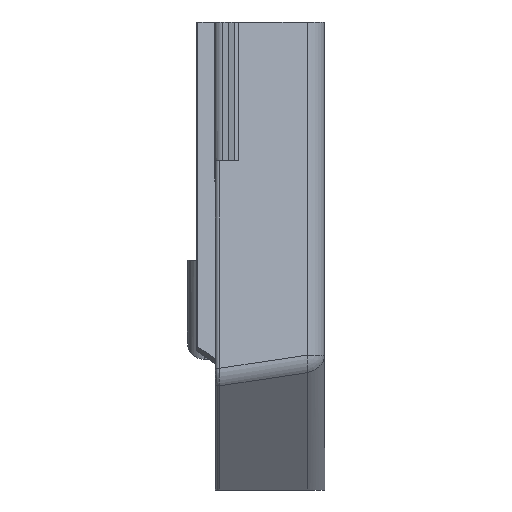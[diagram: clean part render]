
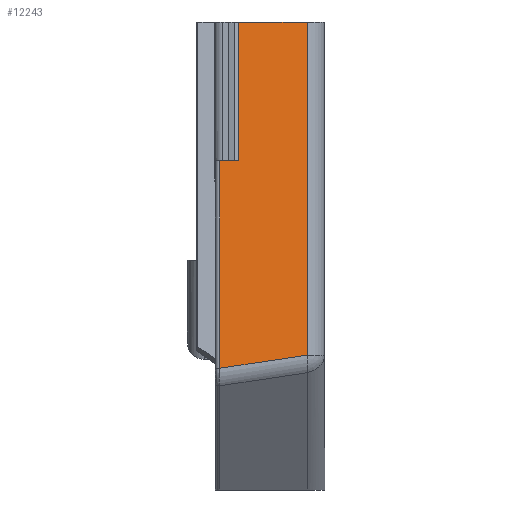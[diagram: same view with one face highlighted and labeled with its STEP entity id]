
A CAD part, left-side view. The second image highlights one B-rep face of the part: STEP entity #12243.
In plain terms, the highlighted planar face has unit normal (-0.94, -0.342, 0).
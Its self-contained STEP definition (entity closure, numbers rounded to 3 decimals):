
#331 = PLANE('',#332);
#332 = AXIS2_PLACEMENT_3D('',#333,#334,#335);
#333 = CARTESIAN_POINT('',(-73.125,-22.879,
    0.));
#334 = DIRECTION('',(0.,0.,1.));
#335 = DIRECTION('',(0.,1.,0.));
#5288 = CYLINDRICAL_SURFACE('',#5289,8.);
#5289 = AXIS2_PLACEMENT_3D('',#5290,#5291,#5292);
#5290 = CARTESIAN_POINT('',(-73.887,-25.5,0.));
#5291 = DIRECTION('',(0.,0.,-1.));
#5292 = DIRECTION('',(-0.94,-0.342,0.
    ));
#6391 = PLANE('',#6392);
#6392 = AXIS2_PLACEMENT_3D('',#6393,#6394,#6395);
#6393 = CARTESIAN_POINT('',(-47.5,-1.5,-42.));
#6394 = DIRECTION('',(-0.,-0.,-1.));
#6395 = DIRECTION('',(-1.,0.,0.));
#6418 = CYLINDRICAL_SURFACE('',#6419,1.);
#6419 = AXIS2_PLACEMENT_3D('',#6420,#6421,#6422);
#6420 = CARTESIAN_POINT('',(-90.072,-1.5,0.));
#6421 = DIRECTION('',(0.,0.,-1.));
#6422 = DIRECTION('',(0.,1.,0.));
#7722 = CYLINDRICAL_SURFACE('',#7723,8.);
#7723 = AXIS2_PLACEMENT_3D('',#7724,#7725,#7726);
#7724 = CARTESIAN_POINT('',(-84.13,2.643,
    -104.947));
#7725 = DIRECTION('',(0.339,-0.93,0.14));
#7726 = DIRECTION('',(-0.94,-0.342,0.
    ));
#9061 = VERTEX_POINT('',#9062);
#9062 = CARTESIAN_POINT('',(-81.405,-28.236,
    0.));
#9086 = VERTEX_POINT('',#9087);
#9087 = CARTESIAN_POINT('',(-81.405,-28.236,
    -100.705));
#9109 = EDGE_CURVE('',#9061,#9086,#9110,.T.);
#9110 = SURFACE_CURVE('',#9111,(#9115,#9122),.PCURVE_S1.);
#9111 = LINE('',#9112,#9113);
#9112 = CARTESIAN_POINT('',(-81.405,-28.236,
    0.));
#9113 = VECTOR('',#9114,1.);
#9114 = DIRECTION('',(0.,0.,-1.));
#9115 = PCURVE('',#5288,#9116);
#9116 = DEFINITIONAL_REPRESENTATION('',(#9117),#9121);
#9117 = LINE('',#9118,#9119);
#9118 = CARTESIAN_POINT('',(-0.,0.));
#9119 = VECTOR('',#9120,1.);
#9120 = DIRECTION('',(-0.,1.));
#9121 = ( GEOMETRIC_REPRESENTATION_CONTEXT(2) 
PARAMETRIC_REPRESENTATION_CONTEXT() REPRESENTATION_CONTEXT('2D SPACE',''
  ) );
#9122 = PCURVE('',#9123,#9128);
#9123 = PLANE('',#9124);
#9124 = AXIS2_PLACEMENT_3D('',#9125,#9126,#9127);
#9125 = CARTESIAN_POINT('',(-91.5,-0.5,0.));
#9126 = DIRECTION('',(-0.94,-0.342,0.
    ));
#9127 = DIRECTION('',(0.,0.,1.));
#9128 = DEFINITIONAL_REPRESENTATION('',(#9129),#9133);
#9129 = LINE('',#9130,#9131);
#9130 = CARTESIAN_POINT('',(0.,-29.516));
#9131 = VECTOR('',#9132,1.);
#9132 = DIRECTION('',(-1.,0.));
#9133 = ( GEOMETRIC_REPRESENTATION_CONTEXT(2) 
PARAMETRIC_REPRESENTATION_CONTEXT() REPRESENTATION_CONTEXT('2D SPACE',''
  ) );
#9584 = VERTEX_POINT('',#9585);
#9585 = CARTESIAN_POINT('',(-91.012,-1.842,
    -104.684));
#9826 = VERTEX_POINT('',#9827);
#9827 = CARTESIAN_POINT('',(-91.012,-1.842,-42.));
#9849 = EDGE_CURVE('',#9826,#9584,#9850,.T.);
#9850 = SURFACE_CURVE('',#9851,(#9855,#9862),.PCURVE_S1.);
#9851 = LINE('',#9852,#9853);
#9852 = CARTESIAN_POINT('',(-91.012,-1.842,
    0.));
#9853 = VECTOR('',#9854,1.);
#9854 = DIRECTION('',(0.,0.,-1.));
#9855 = PCURVE('',#6418,#9856);
#9856 = DEFINITIONAL_REPRESENTATION('',(#9857),#9861);
#9857 = LINE('',#9858,#9859);
#9858 = CARTESIAN_POINT('',(-1.92,0.));
#9859 = VECTOR('',#9860,1.);
#9860 = DIRECTION('',(-0.,1.));
#9861 = ( GEOMETRIC_REPRESENTATION_CONTEXT(2) 
PARAMETRIC_REPRESENTATION_CONTEXT() REPRESENTATION_CONTEXT('2D SPACE',''
  ) );
#9862 = PCURVE('',#9123,#9863);
#9863 = DEFINITIONAL_REPRESENTATION('',(#9864),#9868);
#9864 = LINE('',#9865,#9866);
#9865 = CARTESIAN_POINT('',(0.,-1.428));
#9866 = VECTOR('',#9867,1.);
#9867 = DIRECTION('',(-1.,0.));
#9868 = ( GEOMETRIC_REPRESENTATION_CONTEXT(2) 
PARAMETRIC_REPRESENTATION_CONTEXT() REPRESENTATION_CONTEXT('2D SPACE',''
  ) );
#9903 = VERTEX_POINT('',#9904);
#9904 = CARTESIAN_POINT('',(-88.952,-7.5,-42.));
#9918 = PLANE('',#9919);
#9919 = AXIS2_PLACEMENT_3D('',#9920,#9921,#9922);
#9920 = CARTESIAN_POINT('',(0.,-7.5,0.));
#9921 = DIRECTION('',(0.,1.,0.));
#9922 = DIRECTION('',(-1.,0.,0.));
#9930 = EDGE_CURVE('',#9903,#9826,#9931,.T.);
#9931 = SURFACE_CURVE('',#9932,(#9936,#9942),.PCURVE_S1.);
#9932 = LINE('',#9933,#9934);
#9933 = CARTESIAN_POINT('',(-88.766,-8.012,-42.));
#9934 = VECTOR('',#9935,1.);
#9935 = DIRECTION('',(-0.342,0.94,0.));
#9936 = PCURVE('',#6391,#9937);
#9937 = DEFINITIONAL_REPRESENTATION('',(#9938),#9941);
#9938 = B_SPLINE_CURVE_WITH_KNOTS('',1,(#9939,#9940),.UNSPECIFIED.,.F.,
  .F.,(2,2),(-0.732,9.375),.PIECEWISE_BEZIER_KNOTS.);
#9939 = CARTESIAN_POINT('',(41.015,-7.2));
#9940 = CARTESIAN_POINT('',(44.472,2.297));
#9941 = ( GEOMETRIC_REPRESENTATION_CONTEXT(2) 
PARAMETRIC_REPRESENTATION_CONTEXT() REPRESENTATION_CONTEXT('2D SPACE',''
  ) );
#9942 = PCURVE('',#9123,#9943);
#9943 = DEFINITIONAL_REPRESENTATION('',(#9944),#9947);
#9944 = B_SPLINE_CURVE_WITH_KNOTS('',1,(#9945,#9946),.UNSPECIFIED.,.F.,
  .F.,(2,2),(-0.732,9.375),.PIECEWISE_BEZIER_KNOTS.);
#9945 = CARTESIAN_POINT('',(-42.,-8.726));
#9946 = CARTESIAN_POINT('',(-42.,1.381));
#9947 = ( GEOMETRIC_REPRESENTATION_CONTEXT(2) 
PARAMETRIC_REPRESENTATION_CONTEXT() REPRESENTATION_CONTEXT('2D SPACE',''
  ) );
#11291 = EDGE_CURVE('',#9584,#9086,#11292,.T.);
#11292 = SURFACE_CURVE('',#11293,(#11297,#11304),.PCURVE_S1.);
#11293 = LINE('',#11294,#11295);
#11294 = CARTESIAN_POINT('',(-91.648,-0.094,
    -104.947));
#11295 = VECTOR('',#11296,1.);
#11296 = DIRECTION('',(0.339,-0.93,0.14));
#11297 = PCURVE('',#7722,#11298);
#11298 = DEFINITIONAL_REPRESENTATION('',(#11299),#11303);
#11299 = LINE('',#11300,#11301);
#11300 = CARTESIAN_POINT('',(0.,0.));
#11301 = VECTOR('',#11302,1.);
#11302 = DIRECTION('',(0.,1.));
#11303 = ( GEOMETRIC_REPRESENTATION_CONTEXT(2) 
PARAMETRIC_REPRESENTATION_CONTEXT() REPRESENTATION_CONTEXT('2D SPACE',''
  ) );
#11304 = PCURVE('',#9123,#11305);
#11305 = DEFINITIONAL_REPRESENTATION('',(#11306),#11310);
#11306 = LINE('',#11307,#11308);
#11307 = CARTESIAN_POINT('',(-104.947,0.432));
#11308 = VECTOR('',#11309,1.);
#11309 = DIRECTION('',(0.14,-0.99));
#11310 = ( GEOMETRIC_REPRESENTATION_CONTEXT(2) 
PARAMETRIC_REPRESENTATION_CONTEXT() REPRESENTATION_CONTEXT('2D SPACE',''
  ) );
#12183 = VERTEX_POINT('',#12184);
#12184 = CARTESIAN_POINT('',(-88.952,-7.5,0.));
#12225 = EDGE_CURVE('',#9903,#12183,#12226,.T.);
#12226 = SURFACE_CURVE('',#12227,(#12231,#12237),.PCURVE_S1.);
#12227 = LINE('',#12228,#12229);
#12228 = CARTESIAN_POINT('',(-88.952,-7.5,0.));
#12229 = VECTOR('',#12230,1.);
#12230 = DIRECTION('',(0.,0.,1.));
#12231 = PCURVE('',#9918,#12232);
#12232 = DEFINITIONAL_REPRESENTATION('',(#12233),#12236);
#12233 = B_SPLINE_CURVE_WITH_KNOTS('',1,(#12234,#12235),.UNSPECIFIED.,
  .F.,.F.,(2,2),(-46.2,4.2),.PIECEWISE_BEZIER_KNOTS.);
#12234 = CARTESIAN_POINT('',(88.952,-46.2));
#12235 = CARTESIAN_POINT('',(88.952,4.2));
#12236 = ( GEOMETRIC_REPRESENTATION_CONTEXT(2) 
PARAMETRIC_REPRESENTATION_CONTEXT() REPRESENTATION_CONTEXT('2D SPACE',''
  ) );
#12237 = PCURVE('',#9123,#12238);
#12238 = DEFINITIONAL_REPRESENTATION('',(#12239),#12242);
#12239 = B_SPLINE_CURVE_WITH_KNOTS('',1,(#12240,#12241),.UNSPECIFIED.,
  .F.,.F.,(2,2),(-46.2,4.2),.PIECEWISE_BEZIER_KNOTS.);
#12240 = CARTESIAN_POINT('',(-46.2,-7.449));
#12241 = CARTESIAN_POINT('',(4.2,-7.449));
#12242 = ( GEOMETRIC_REPRESENTATION_CONTEXT(2) 
PARAMETRIC_REPRESENTATION_CONTEXT() REPRESENTATION_CONTEXT('2D SPACE',''
  ) );
#12243 = ADVANCED_FACE('',(#12244),#9123,.T.);
#12244 = FACE_BOUND('',#12245,.F.);
#12245 = EDGE_LOOP('',(#12246,#12247,#12268,#12269,#12270,#12271));
#12246 = ORIENTED_EDGE('',*,*,#12225,.T.);
#12247 = ORIENTED_EDGE('',*,*,#12248,.T.);
#12248 = EDGE_CURVE('',#12183,#9061,#12249,.T.);
#12249 = SURFACE_CURVE('',#12250,(#12254,#12261),.PCURVE_S1.);
#12250 = LINE('',#12251,#12252);
#12251 = CARTESIAN_POINT('',(-86.148,-15.204,
    0.));
#12252 = VECTOR('',#12253,1.);
#12253 = DIRECTION('',(0.342,-0.94,0.
    ));
#12254 = PCURVE('',#9123,#12255);
#12255 = DEFINITIONAL_REPRESENTATION('',(#12256),#12260);
#12256 = LINE('',#12257,#12258);
#12257 = CARTESIAN_POINT('',(0.,-15.647));
#12258 = VECTOR('',#12259,1.);
#12259 = DIRECTION('',(0.,-1.));
#12260 = ( GEOMETRIC_REPRESENTATION_CONTEXT(2) 
PARAMETRIC_REPRESENTATION_CONTEXT() REPRESENTATION_CONTEXT('2D SPACE',''
  ) );
#12261 = PCURVE('',#331,#12262);
#12262 = DEFINITIONAL_REPRESENTATION('',(#12263),#12267);
#12263 = LINE('',#12264,#12265);
#12264 = CARTESIAN_POINT('',(7.675,13.023));
#12265 = VECTOR('',#12266,1.);
#12266 = DIRECTION('',(-0.94,-0.342));
#12267 = ( GEOMETRIC_REPRESENTATION_CONTEXT(2) 
PARAMETRIC_REPRESENTATION_CONTEXT() REPRESENTATION_CONTEXT('2D SPACE',''
  ) );
#12268 = ORIENTED_EDGE('',*,*,#9109,.T.);
#12269 = ORIENTED_EDGE('',*,*,#11291,.F.);
#12270 = ORIENTED_EDGE('',*,*,#9849,.F.);
#12271 = ORIENTED_EDGE('',*,*,#9930,.F.);
